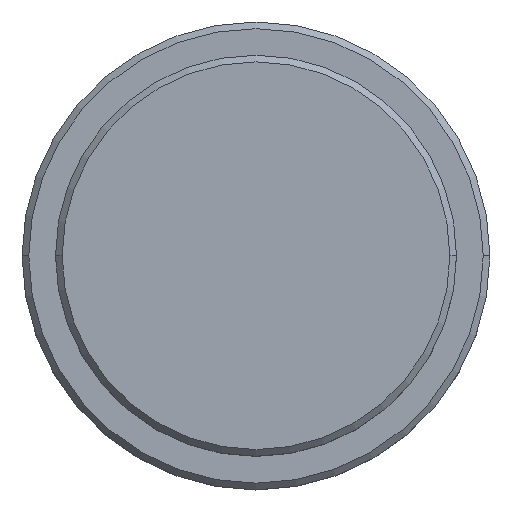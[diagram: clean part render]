
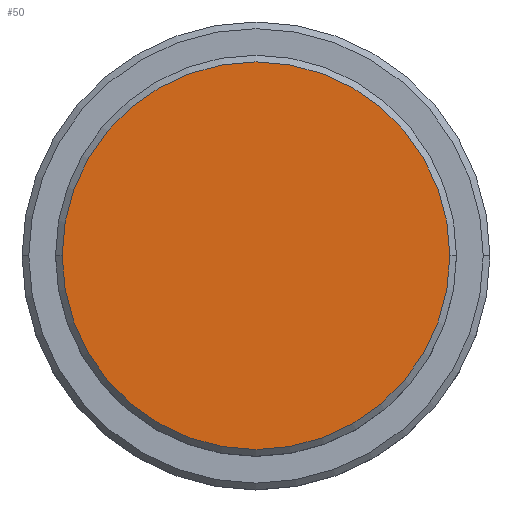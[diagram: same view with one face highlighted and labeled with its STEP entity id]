
A CAD part, top view. The second image highlights one B-rep face of the part: STEP entity #50.
In plain terms, the highlighted planar face has unit normal (0, 0, 1).
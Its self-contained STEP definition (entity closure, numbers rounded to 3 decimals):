
#40 = AXIS2_PLACEMENT_3D ( 'NONE', #1314, #535, #1285 ) ;
#50 = ADVANCED_FACE ( 'NONE', ( #221 ), #854, .T. ) ;
#139 = CARTESIAN_POINT ( 'NONE',  ( 14.5, 0., 0. ) ) ;
#181 = CIRCLE ( 'NONE', #1115, 14.5 ) ;
#198 = VERTEX_POINT ( 'NONE', #445 ) ;
#205 = DIRECTION ( 'NONE',  ( 0., 0., 1. ) ) ;
#221 = FACE_OUTER_BOUND ( 'NONE', #230, .T. ) ;
#230 = EDGE_LOOP ( 'NONE', ( #404, #346 ) ) ;
#242 = DIRECTION ( 'NONE',  ( 1., 0., 0. ) ) ;
#276 = EDGE_CURVE ( 'NONE', #335, #198, #181, .T. ) ;
#335 = VERTEX_POINT ( 'NONE', #139 ) ;
#346 = ORIENTED_EDGE ( 'NONE', *, *, #276, .T. ) ;
#404 = ORIENTED_EDGE ( 'NONE', *, *, #597, .T. ) ;
#445 = CARTESIAN_POINT ( 'NONE',  ( -14.5, 0., 0. ) ) ;
#531 = AXIS2_PLACEMENT_3D ( 'NONE', #955, #205, #662 ) ;
#535 = DIRECTION ( 'NONE',  ( 0., 0., 1. ) ) ;
#597 = EDGE_CURVE ( 'NONE', #198, #335, #1095, .T. ) ;
#662 = DIRECTION ( 'NONE',  ( 1., 0., 0. ) ) ;
#793 = CARTESIAN_POINT ( 'NONE',  ( 0., 0., 0. ) ) ;
#854 = PLANE ( 'NONE',  #531 ) ;
#955 = CARTESIAN_POINT ( 'NONE',  ( 0., 0., 0. ) ) ;
#1095 = CIRCLE ( 'NONE', #40, 14.5 ) ;
#1115 = AXIS2_PLACEMENT_3D ( 'NONE', #793, #1317, #242 ) ;
#1285 = DIRECTION ( 'NONE',  ( 1., 0., 0. ) ) ;
#1314 = CARTESIAN_POINT ( 'NONE',  ( 0., 0., 0. ) ) ;
#1317 = DIRECTION ( 'NONE',  ( 0., 0., 1. ) ) ;
